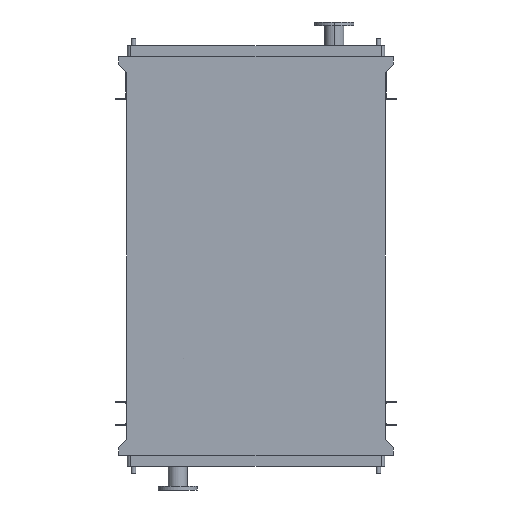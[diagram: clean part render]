
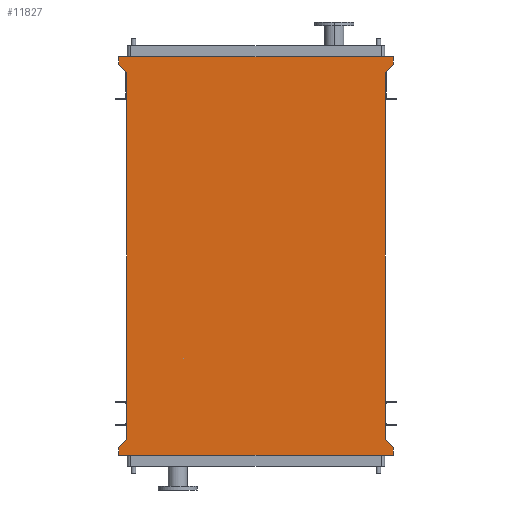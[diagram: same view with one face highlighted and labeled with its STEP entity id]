
A CAD part, front view. The second image highlights one B-rep face of the part: STEP entity #11827.
In plain terms, the highlighted planar face has unit normal (0, -1, 0).
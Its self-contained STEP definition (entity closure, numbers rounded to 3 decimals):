
#56 = VECTOR ( 'NONE', #14681, 1000. ) ;
#73 = EDGE_CURVE ( 'NONE', #6208, #10738, #9163, .T. ) ;
#98 = CARTESIAN_POINT ( 'NONE',  ( 771., 0., -2103. ) ) ;
#164 = LINE ( 'NONE', #12275, #15210 ) ;
#252 = DIRECTION ( 'NONE',  ( 0., 0., -1. ) ) ;
#411 = DIRECTION ( 'NONE',  ( 0., 0., 1. ) ) ;
#499 = CARTESIAN_POINT ( 'NONE',  ( 725., 0., 0. ) ) ;
#614 = ORIENTED_EDGE ( 'NONE', *, *, #2536, .F. ) ;
#818 = DIRECTION ( 'NONE',  ( 1., 0., 0. ) ) ;
#925 = VECTOR ( 'NONE', #13787, 1000. ) ;
#1350 = LINE ( 'NONE', #12024, #12131 ) ;
#1769 = CARTESIAN_POINT ( 'NONE',  ( 771., 0., 95. ) ) ;
#1872 = ORIENTED_EDGE ( 'NONE', *, *, #4326, .F. ) ;
#2000 = ORIENTED_EDGE ( 'NONE', *, *, #2034, .F. ) ;
#2034 = EDGE_CURVE ( 'NONE', #2039, #3658, #3595, .T. ) ;
#2039 = VERTEX_POINT ( 'NONE', #98 ) ;
#2133 = EDGE_CURVE ( 'NONE', #8298, #2039, #7819, .T. ) ;
#2190 = ORIENTED_EDGE ( 'NONE', *, *, #10104, .T. ) ;
#2375 = ORIENTED_EDGE ( 'NONE', *, *, #6482, .F. ) ;
#2389 = CARTESIAN_POINT ( 'NONE',  ( -725., 0., 0. ) ) ;
#2431 = DIRECTION ( 'NONE',  ( 0., 0., 1. ) ) ;
#2467 = VERTEX_POINT ( 'NONE', #2389 ) ;
#2471 = ORIENTED_EDGE ( 'NONE', *, *, #5602, .F. ) ;
#2480 = ORIENTED_EDGE ( 'NONE', *, *, #73, .F. ) ;
#2536 = EDGE_CURVE ( 'NONE', #2929, #2847, #1350, .T. ) ;
#2767 = CARTESIAN_POINT ( 'NONE',  ( -771., 0., -2145. ) ) ;
#2847 = VERTEX_POINT ( 'NONE', #6943 ) ;
#2929 = VERTEX_POINT ( 'NONE', #2767 ) ;
#3229 = PLANE ( 'NONE',  #8699 ) ;
#3595 = LINE ( 'NONE', #6145, #15658 ) ;
#3658 = VERTEX_POINT ( 'NONE', #9503 ) ;
#3911 = CARTESIAN_POINT ( 'NONE',  ( -771., 0., 95. ) ) ;
#3963 = CARTESIAN_POINT ( 'NONE',  ( 771., 0., 95. ) ) ;
#3988 = CARTESIAN_POINT ( 'NONE',  ( 771., 0., 53. ) ) ;
#4030 = ORIENTED_EDGE ( 'NONE', *, *, #10489, .F. ) ;
#4326 = EDGE_CURVE ( 'NONE', #14849, #6045, #13935, .T. ) ;
#4768 = DIRECTION ( 'NONE',  ( 0., 0., 1. ) ) ;
#4969 = CARTESIAN_POINT ( 'NONE',  ( -725., 0., -2050. ) ) ;
#5088 = ORIENTED_EDGE ( 'NONE', *, *, #15705, .F. ) ;
#5096 = DIRECTION ( 'NONE',  ( -0.655, 0., 0.755 ) ) ;
#5182 = CARTESIAN_POINT ( 'NONE',  ( 771., 0., -2103. ) ) ;
#5458 = ORIENTED_EDGE ( 'NONE', *, *, #2133, .F. ) ;
#5602 = EDGE_CURVE ( 'NONE', #2847, #12566, #8987, .T. ) ;
#5675 = CARTESIAN_POINT ( 'NONE',  ( -771., 0., 95. ) ) ;
#6013 = CARTESIAN_POINT ( 'NONE',  ( 725., 0., -2050. ) ) ;
#6045 = VERTEX_POINT ( 'NONE', #3911 ) ;
#6058 = VECTOR ( 'NONE', #11610, 1000. ) ;
#6145 = CARTESIAN_POINT ( 'NONE',  ( 771., 0., -2145. ) ) ;
#6208 = VERTEX_POINT ( 'NONE', #14257 ) ;
#6266 = ORIENTED_EDGE ( 'NONE', *, *, #12310, .F. ) ;
#6482 = EDGE_CURVE ( 'NONE', #2467, #14849, #164, .T. ) ;
#6943 = CARTESIAN_POINT ( 'NONE',  ( -771., 0., -2103. ) ) ;
#7084 = VECTOR ( 'NONE', #7743, 1000. ) ;
#7226 = FACE_OUTER_BOUND ( 'NONE', #8560, .T. ) ;
#7375 = LINE ( 'NONE', #4969, #56 ) ;
#7739 = CARTESIAN_POINT ( 'NONE',  ( -771., 0., 53. ) ) ;
#7743 = DIRECTION ( 'NONE',  ( -1., 0., 0. ) ) ;
#7819 = LINE ( 'NONE', #5182, #925 ) ;
#8102 = CARTESIAN_POINT ( 'NONE',  ( -725., 0., -2050. ) ) ;
#8298 = VERTEX_POINT ( 'NONE', #12236 ) ;
#8455 = VECTOR ( 'NONE', #818, 1000. ) ;
#8483 = VECTOR ( 'NONE', #11417, 1000. ) ;
#8560 = EDGE_LOOP ( 'NONE', ( #2190, #2480, #5088, #4030, #1872, #2375, #11333, #2471, #614, #6266, #2000, #5458 ) ) ;
#8699 = AXIS2_PLACEMENT_3D ( 'NONE', #8102, #13186, #12080 ) ;
#8901 = CARTESIAN_POINT ( 'NONE',  ( -725., 0., -2050. ) ) ;
#8987 = LINE ( 'NONE', #12647, #6058 ) ;
#9163 = LINE ( 'NONE', #3988, #8483 ) ;
#9165 = DIRECTION ( 'NONE',  ( 0., 0., -1. ) ) ;
#9503 = CARTESIAN_POINT ( 'NONE',  ( 771., 0., -2145. ) ) ;
#9880 = VECTOR ( 'NONE', #411, 1000. ) ;
#9969 = LINE ( 'NONE', #14810, #7084 ) ;
#10104 = EDGE_CURVE ( 'NONE', #8298, #10738, #12228, .T. ) ;
#10191 = EDGE_CURVE ( 'NONE', #12566, #2467, #7375, .T. ) ;
#10450 = LINE ( 'NONE', #1769, #12887 ) ;
#10484 = CARTESIAN_POINT ( 'NONE',  ( -771., 0., 53. ) ) ;
#10489 = EDGE_CURVE ( 'NONE', #6045, #13299, #12631, .T. ) ;
#10738 = VERTEX_POINT ( 'NONE', #499 ) ;
#11333 = ORIENTED_EDGE ( 'NONE', *, *, #10191, .F. ) ;
#11417 = DIRECTION ( 'NONE',  ( -0.655, 0., -0.755 ) ) ;
#11610 = DIRECTION ( 'NONE',  ( 0.655, 0., 0.755 ) ) ;
#11827 = ADVANCED_FACE ( 'NONE', ( #7226 ), #3229, .T. ) ;
#12024 = CARTESIAN_POINT ( 'NONE',  ( -771., 0., -2103. ) ) ;
#12080 = DIRECTION ( 'NONE',  ( 0., 0., -1. ) ) ;
#12131 = VECTOR ( 'NONE', #4768, 1000. ) ;
#12228 = LINE ( 'NONE', #6013, #13263 ) ;
#12236 = CARTESIAN_POINT ( 'NONE',  ( 725., 0., -2050. ) ) ;
#12275 = CARTESIAN_POINT ( 'NONE',  ( -725., 0., 0. ) ) ;
#12310 = EDGE_CURVE ( 'NONE', #3658, #2929, #9969, .T. ) ;
#12566 = VERTEX_POINT ( 'NONE', #8901 ) ;
#12631 = LINE ( 'NONE', #5675, #8455 ) ;
#12647 = CARTESIAN_POINT ( 'NONE',  ( -725., 0., -2050. ) ) ;
#12887 = VECTOR ( 'NONE', #9165, 1000. ) ;
#13186 = DIRECTION ( 'NONE',  ( 0., -1., 0. ) ) ;
#13263 = VECTOR ( 'NONE', #2431, 1000. ) ;
#13299 = VERTEX_POINT ( 'NONE', #3963 ) ;
#13787 = DIRECTION ( 'NONE',  ( 0.655, 0., -0.755 ) ) ;
#13935 = LINE ( 'NONE', #7739, #9880 ) ;
#14257 = CARTESIAN_POINT ( 'NONE',  ( 771., 0., 53. ) ) ;
#14681 = DIRECTION ( 'NONE',  ( 0., 0., 1. ) ) ;
#14810 = CARTESIAN_POINT ( 'NONE',  ( -771., 0., -2145. ) ) ;
#14849 = VERTEX_POINT ( 'NONE', #10484 ) ;
#15210 = VECTOR ( 'NONE', #5096, 1000. ) ;
#15658 = VECTOR ( 'NONE', #252, 1000. ) ;
#15705 = EDGE_CURVE ( 'NONE', #13299, #6208, #10450, .T. ) ;
